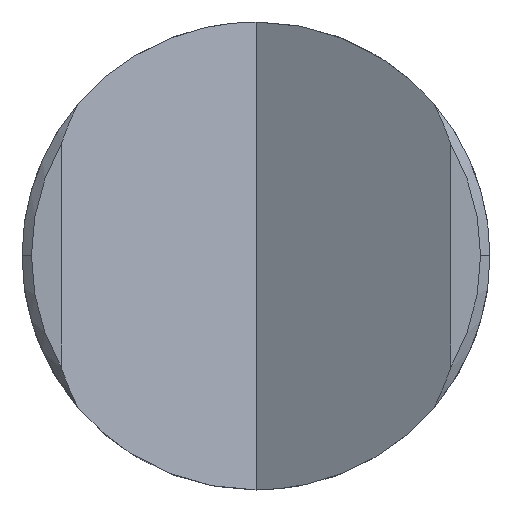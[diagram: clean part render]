
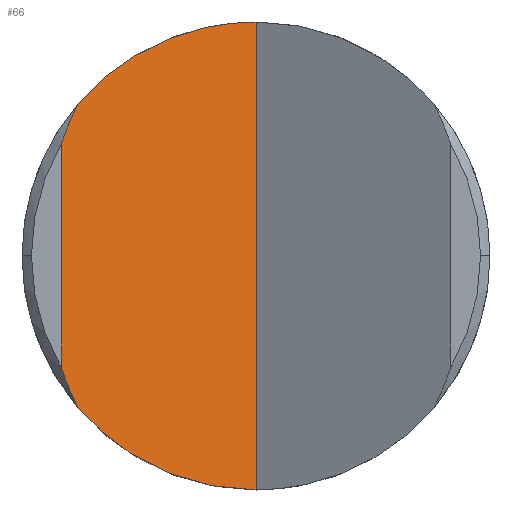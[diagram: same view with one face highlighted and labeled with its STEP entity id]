
A CAD part, top view. The second image highlights one B-rep face of the part: STEP entity #66.
In plain terms, the highlighted planar face has unit normal (0.5, 0, 0.866).
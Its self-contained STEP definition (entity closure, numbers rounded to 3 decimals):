
#66=ADVANCED_FACE('',(#150),#151,.F.);
#150=FACE_OUTER_BOUND('',#250,.T.);
#151=PLANE('',#251);
#250=EDGE_LOOP('',(#371,#372,#373,#374,#375,#376));
#251=AXIS2_PLACEMENT_3D('',#377,#378,#379);
#371=ORIENTED_EDGE('',*,*,#593,.F.);
#372=ORIENTED_EDGE('',*,*,#594,.F.);
#373=ORIENTED_EDGE('',*,*,#595,.T.);
#374=ORIENTED_EDGE('',*,*,#596,.F.);
#375=ORIENTED_EDGE('',*,*,#597,.F.);
#376=ORIENTED_EDGE('',*,*,#598,.F.);
#377=CARTESIAN_POINT('',(0.,-25.0,16.0));
#378=DIRECTION('',(-0.5,0.,-0.866));
#379=DIRECTION('',(0.0,-1.0,0.));
#593=EDGE_CURVE('',#706,#707,#708,.T.);
#594=EDGE_CURVE('',#709,#706,#710,.T.);
#595=EDGE_CURVE('',#709,#711,#712,.T.);
#596=EDGE_CURVE('',#713,#711,#714,.T.);
#597=EDGE_CURVE('',#715,#713,#716,.T.);
#598=EDGE_CURVE('',#707,#715,#717,.T.);
#706=VERTEX_POINT('',#843);
#707=VERTEX_POINT('',#844);
#708=ELLIPSE('',#845,31.177,22.045);
#709=VERTEX_POINT('',#846);
#710=ELLIPSE('',#847,14.434,12.5);
#711=VERTEX_POINT('',#848);
#712=LINE('',#849,#850);
#713=VERTEX_POINT('',#851);
#714=ELLIPSE('',#852,14.434,12.5);
#715=VERTEX_POINT('',#853);
#716=ELLIPSE('',#854,31.177,22.045);
#717=LINE('',#855,#856);
#843=CARTESIAN_POINT('',(-9.526,-8.093,21.5));
#844=CARTESIAN_POINT('',(-10.392,-6.,22.0));
#845=AXIS2_PLACEMENT_3D('',#991,#992,#993);
#846=CARTESIAN_POINT('',(0.,-12.5,16.0));
#847=AXIS2_PLACEMENT_3D('',#994,#995,#996);
#848=CARTESIAN_POINT('',(0.,12.5,16.0));
#849=CARTESIAN_POINT('',(0.,-25.0,16.0));
#850=VECTOR('',#997,1.0);
#851=CARTESIAN_POINT('',(-9.526,8.093,21.5));
#852=AXIS2_PLACEMENT_3D('',#998,#999,#1000);
#853=CARTESIAN_POINT('',(-10.392,6.,22.0));
#854=AXIS2_PLACEMENT_3D('',#1001,#1002,#1003);
#855=CARTESIAN_POINT('',(-10.392,-12.5,22.0));
#856=VECTOR('',#1004,1.0);
#991=CARTESIAN_POINT('',(15.588,0.,7.0));
#992=DIRECTION('',(-0.5,0.,-0.866));
#993=DIRECTION('',(0.866,0.,-0.5));
#994=CARTESIAN_POINT('',(0.,0.0,16.0));
#995=DIRECTION('',(-0.5,0.,-0.866));
#996=DIRECTION('',(-0.866,0.,0.5));
#997=DIRECTION('',(0.0,1.0,0.));
#998=CARTESIAN_POINT('',(0.,0.0,16.0));
#999=DIRECTION('',(-0.5,0.,-0.866));
#1000=DIRECTION('',(-0.866,0.,0.5));
#1001=CARTESIAN_POINT('',(15.588,0.,7.0));
#1002=DIRECTION('',(-0.5,0.,-0.866));
#1003=DIRECTION('',(0.866,0.,-0.5));
#1004=DIRECTION('',(0.,1.0,0.));
